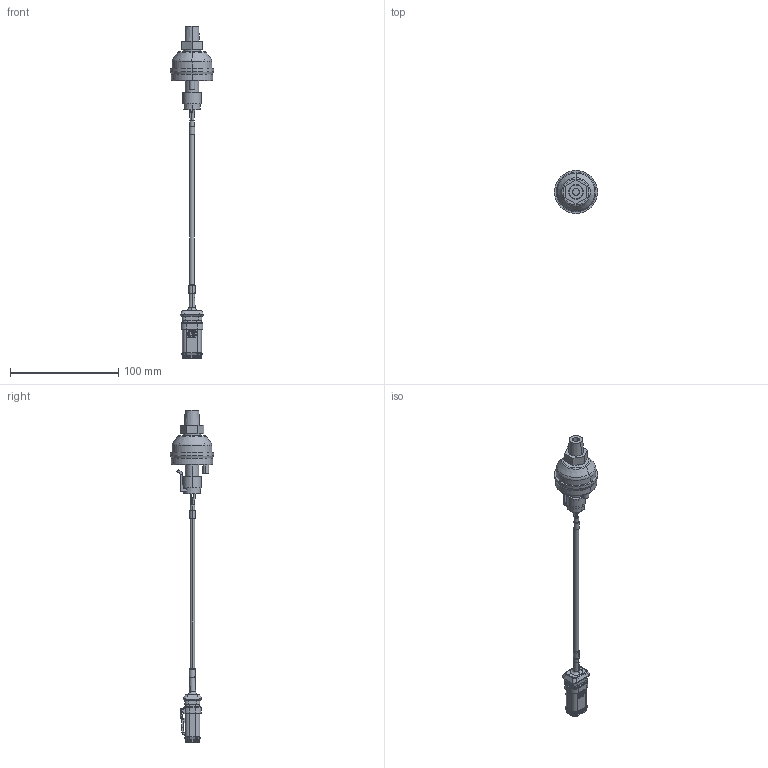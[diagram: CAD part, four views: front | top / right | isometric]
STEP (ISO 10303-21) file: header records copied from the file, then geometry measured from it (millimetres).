
FILE_DESCRIPTION((''),'2;1');
FILE_NAME('C46630_ASM','2013-06-06T',('sobri'),(''),'PRO/ENGINEER BY PARAMETRIC TECHNOLOGY CORPORATION, 2011180','PRO/ENGINEER BY PARAMETRIC TECHNOLOGY CORPORATION, 2011180','');
FILE_SCHEMA(('CONFIG_CONTROL_DESIGN'));
Length unit declared in the file: inch
Products named in the file (7): 12065287; DT06-4S-CE13; SETRA_CABLE_DEUTSCH; DT06-4S-CE13_HEATSHRINK; C46545_ASM; 2091-600P-S-2M-45-P1-H; C46630_ASM
Assembly tree (6 placements, depth 3):
  C46630_ASM
    C46545_ASM
      12065287
      DT06-4S-CE13
      SETRA_CABLE_DEUTSCH
      DT06-4S-CE13_HEATSHRINK
    2091-600P-S-2M-45-P1-H
Bounding box: 39.93 x 39.93 x 306.77 mm (x, y, z)
Volume: 41833.6 mm3; surface area: 22236.2 mm2
Topology: 8 solids, 539 shells, 1028 faces, 4970 edges, 4536 vertices
Faces by surface type: plane 569, cylinder 265, torus 110, bspline 46, cone 26, sphere 12
Entity records: 54613 total; most frequent: CARTESIAN_POINT 16086, DIRECTION 7361, ORIENTED_EDGE 6223, EDGE_CURVE 4970, VERTEX_POINT 4536, VECTOR 3529, LINE 3529, AXIS2_PLACEMENT_3D 1916
